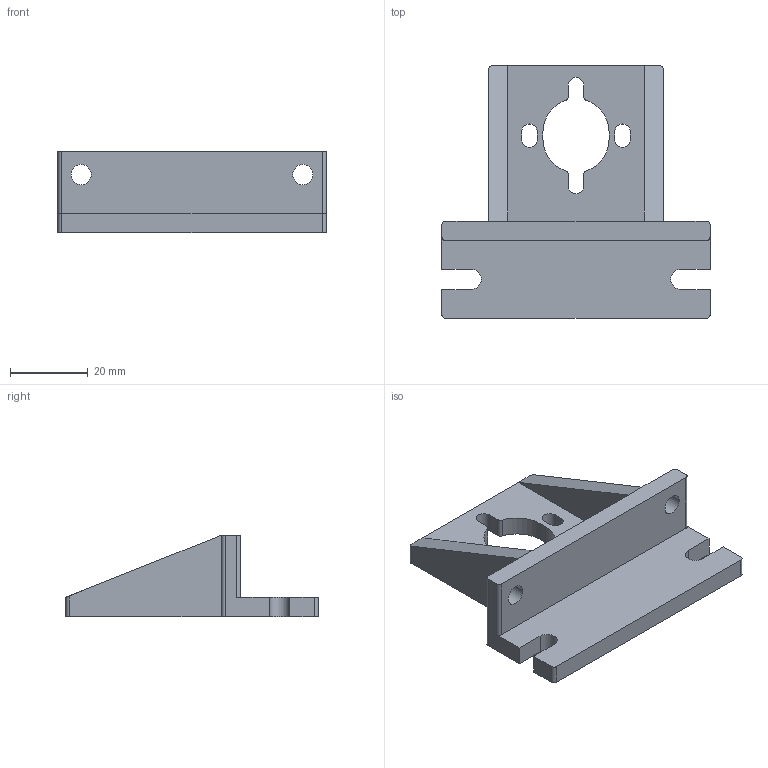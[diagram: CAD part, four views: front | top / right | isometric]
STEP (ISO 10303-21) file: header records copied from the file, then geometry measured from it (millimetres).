
FILE_DESCRIPTION (( 'STEP AP214' ), '1' );
FILE_NAME ('Z_Nut_Bracket_T10_nut_1.1.STEP', '2017-06-06T06:25:55', ( '' ), ( '' ), 'SwSTEP 2.0', 'SolidWorks 2014', '' );
FILE_SCHEMA (( 'AUTOMOTIVE_DESIGN' ));
Length unit declared in the file: millimetre
Products named in the file (1): Z_Nut_Bracket_T10_nut_1.1
Bounding box: 69 x 65 x 21 mm (x, y, z)
Volume: 23897.6 mm3; surface area: 11783.7 mm2
Topology: 1 solids, 1 shells, 63 faces, 177 edges, 116 vertices
Faces by surface type: plane 34, cylinder 29
Entity records: 2093 total; most frequent: CARTESIAN_POINT 363, DIRECTION 359, ORIENTED_EDGE 354, EDGE_CURVE 177, AXIS2_PLACEMENT_3D 120, VECTOR 119, LINE 119, VERTEX_POINT 116
